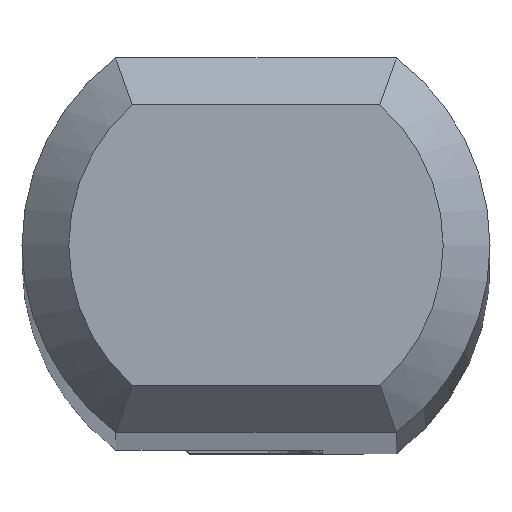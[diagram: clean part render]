
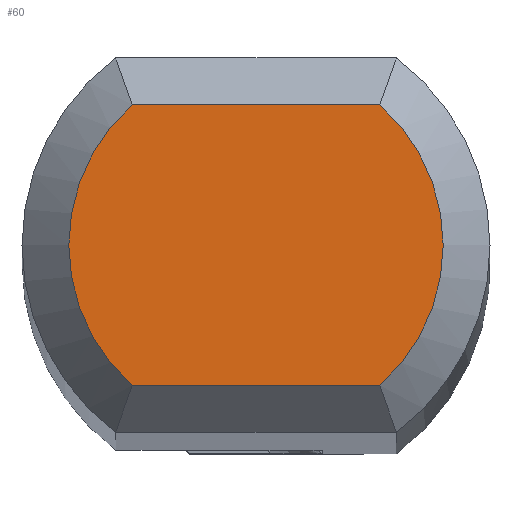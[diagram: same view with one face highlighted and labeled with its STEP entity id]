
A CAD part, top view. The second image highlights one B-rep face of the part: STEP entity #60.
In plain terms, the highlighted planar face has unit normal (0, 0, 1).
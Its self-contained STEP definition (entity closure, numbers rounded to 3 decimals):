
#60=ADVANCED_FACE('',(#89),#79,.T.);
#79=PLANE('',#412);
#89=FACE_OUTER_BOUND('',#108,.T.);
#108=EDGE_LOOP('',(#137,#138,#139,#140,#141,#142));
#127=CIRCLE('',#408,1.2);
#128=CIRCLE('',#409,1.2);
#129=CIRCLE('',#410,1.2);
#130=CIRCLE('',#411,1.2);
#137=ORIENTED_EDGE('',*,*,#282,.F.);
#138=ORIENTED_EDGE('',*,*,#283,.F.);
#139=ORIENTED_EDGE('',*,*,#284,.F.);
#140=ORIENTED_EDGE('',*,*,#285,.F.);
#141=ORIENTED_EDGE('',*,*,#286,.F.);
#142=ORIENTED_EDGE('',*,*,#287,.F.);
#245=VERTEX_POINT('',#530);
#246=VERTEX_POINT('',#531);
#247=VERTEX_POINT('',#533);
#248=VERTEX_POINT('',#535);
#249=VERTEX_POINT('',#537);
#250=VERTEX_POINT('',#539);
#282=EDGE_CURVE('',#245,#246,#336,.T.);
#283=EDGE_CURVE('',#247,#245,#127,.T.);
#284=EDGE_CURVE('',#248,#247,#128,.T.);
#285=EDGE_CURVE('',#249,#248,#337,.T.);
#286=EDGE_CURVE('',#250,#249,#129,.T.);
#287=EDGE_CURVE('',#246,#250,#130,.T.);
#336=LINE('',#529,#361);
#337=LINE('',#536,#362);
#361=VECTOR('',#444,1.);
#362=VECTOR('',#449,1.);
#408=AXIS2_PLACEMENT_3D('',#532,#445,#446);
#409=AXIS2_PLACEMENT_3D('',#534,#447,#448);
#410=AXIS2_PLACEMENT_3D('',#538,#450,#451);
#411=AXIS2_PLACEMENT_3D('',#540,#452,#453);
#412=AXIS2_PLACEMENT_3D('',#541,#454,#455);
#444=DIRECTION('',(-1.,0.,0.));
#445=DIRECTION('',(0.,0.,-1.));
#446=DIRECTION('',(1.,0.,0.));
#447=DIRECTION('',(0.,0.,-1.));
#448=DIRECTION('',(0.661,0.75,0.));
#449=DIRECTION('',(1.,0.,0.));
#450=DIRECTION('',(0.,0.,-1.));
#451=DIRECTION('',(-1.,0.,0.));
#452=DIRECTION('',(0.,0.,-1.));
#453=DIRECTION('',(-0.661,-0.75,0.));
#454=DIRECTION('',(0.,0.,1.));
#455=DIRECTION('',(0.,1.,0.));
#529=CARTESIAN_POINT('',(0.794,-0.9,0.));
#530=CARTESIAN_POINT('',(0.794,-0.9,0.));
#531=CARTESIAN_POINT('',(-0.794,-0.9,0.));
#532=CARTESIAN_POINT('',(0.,0.,0.));
#533=CARTESIAN_POINT('',(1.2,0.,0.));
#534=CARTESIAN_POINT('',(0.,0.,0.));
#535=CARTESIAN_POINT('',(0.794,0.9,0.));
#536=CARTESIAN_POINT('',(-0.794,0.9,0.));
#537=CARTESIAN_POINT('',(-0.794,0.9,0.));
#538=CARTESIAN_POINT('',(0.,0.,0.));
#539=CARTESIAN_POINT('',(-1.2,0.,0.));
#540=CARTESIAN_POINT('',(0.,0.,0.));
#541=CARTESIAN_POINT('',(0.,0.,0.));
